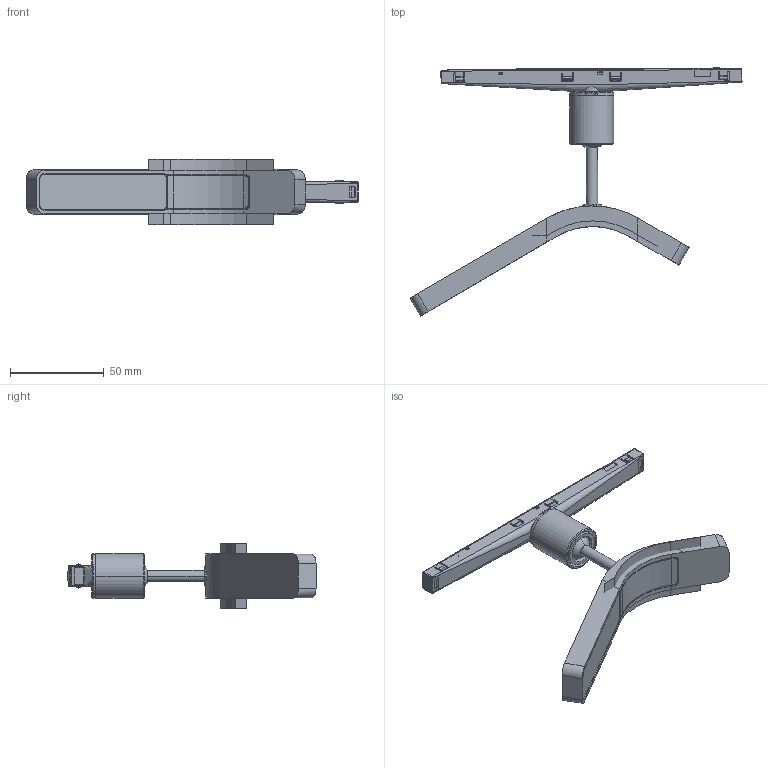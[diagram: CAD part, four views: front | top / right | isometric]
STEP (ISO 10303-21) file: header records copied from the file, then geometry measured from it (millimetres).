
FILE_DESCRIPTION((''),'2;1');
FILE_NAME('A1301014-DOWN-OPAL_ASM','2024-09-11T10:51:59',('GabrieleColombo'),(''),'CREO PARAMETRIC BY PTC INC, 2023494','CREO PARAMETRIC BY PTC INC, 2023494','');
FILE_SCHEMA(('CONFIG_CONTROL_DESIGN'));
Products named in the file (21): CORPO-GIUNTO; SFERA-GIUNTO; A0407103_ANELLO; A0407104_MOLLA; FONDO-GIUNTO; SFERETTA-2_4; GRANO-UNI_5923-M3X3-INOX; GRANO-UNI_5923-M3X4-INOX; A1306001-SNODO-SFERICO_ASM; A1307001-CAMICIA; A1307036-TIGE-D; A1307015-FUSIONE-ASIMM-PIENO; A1307010-GIUNTO-FUSIONEXPIENO; VITE_TSC_M2X6; A1307008-SCHERMO-OPAL; DADO-ESAG-UNI_5589_M6X1_ZINC; NOTTOLINO-STUCCHI; ADATTATORE-BINARIO; A1307032-LEDFLEX-SINGLE; A1307037-RONDELLA-QUADRA; A1301014-DOWN-OPAL_ASM
Assembly tree (21 placements, depth 3):
  A1301014-DOWN-OPAL_ASM
    A1306001-SNODO-SFERICO_ASM
      CORPO-GIUNTO
      SFERA-GIUNTO
      A0407103_ANELLO
      A0407104_MOLLA
      FONDO-GIUNTO
      SFERETTA-2_4
      GRANO-UNI_5923-M3X3-INOX  x2
      GRANO-UNI_5923-M3X4-INOX
    A1307001-CAMICIA
    A1307036-TIGE-D
    A1307015-FUSIONE-ASIMM-PIENO
    A1307010-GIUNTO-FUSIONEXPIENO
    VITE_TSC_M2X6
    A1307008-SCHERMO-OPAL
    DADO-ESAG-UNI_5589_M6X1_ZINC
    NOTTOLINO-STUCCHI
    ADATTATORE-BINARIO
    A1307032-LEDFLEX-SINGLE
    A1307037-RONDELLA-QUADRA
Bounding box: 177.3 x 132.46 x 34.99 mm (x, y, z)
Volume: 52421.3 mm3; surface area: 48615.1 mm2
Topology: 20 solids, 36 shells, 1611 faces, 4165 edges, 2663 vertices
Faces by surface type: plane 882, cylinder 444, bspline 137, cone 61, sphere 59, torus 16, extrusion 12
Entity records: 72584 total; most frequent: CARTESIAN_POINT 34433, ORIENTED_EDGE 8208, DIRECTION 7223, EDGE_CURVE 4121, VECTOR 2671, LINE 2659, VERTEX_POINT 2639, AXIS2_PLACEMENT_3D 2276
